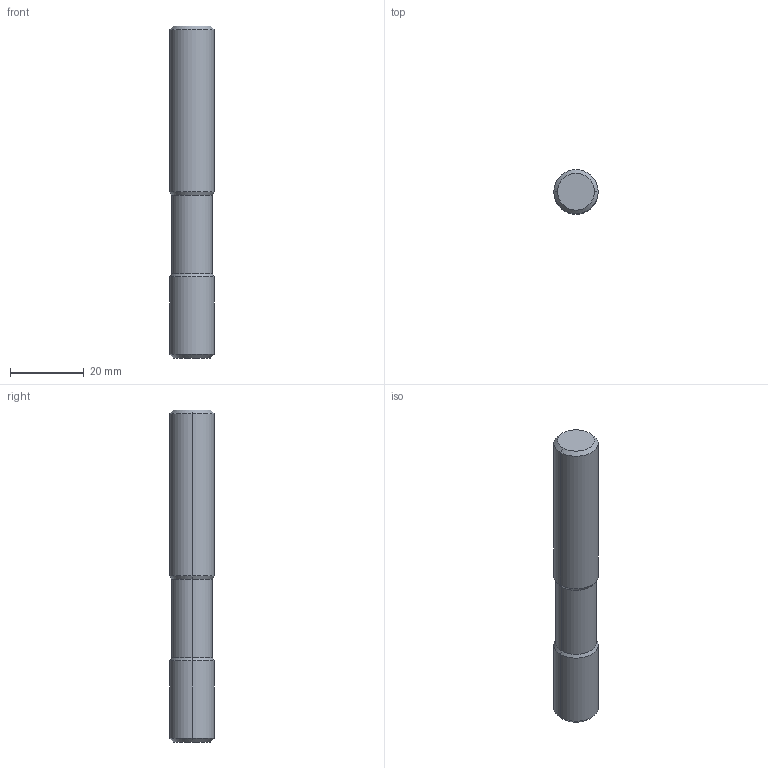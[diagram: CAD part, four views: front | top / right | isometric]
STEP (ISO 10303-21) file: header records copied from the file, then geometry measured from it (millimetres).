
FILE_DESCRIPTION((''),'2;1');
FILE_NAME('607332173-000','2019-11-29T11:22:39',('winkhartd'),(''),'CREO PARAMETRIC BY PTC INC, 2019030','CREO PARAMETRIC BY PTC INC, 2019030','');
FILE_SCHEMA(('AP242_MANAGED_MODEL_BASED_3D_ENGINEERING_MIM_LF { 1 0 10303 442 1 1 4 }'));
Length unit declared in the file: millimetre
Products named in the file (1): 607332173-000
Bounding box: 12 x 12 x 90 mm (x, y, z)
Volume: 9743.1 mm3; surface area: 3512.5 mm2
Topology: 1 solids, 1 shells, 16 faces, 55 edges, 45 vertices
Faces by surface type: cone 8, cylinder 6, plane 2
Entity records: 1046 total; most frequent: DIRECTION 111, CARTESIAN_POINT 94, PRESENTATION_STYLE_ASSIGNMENT 64, ORIENTED_EDGE 60, STYLED_ITEM 59, CURVE_STYLE 58, VECTOR 39, LINE 39
